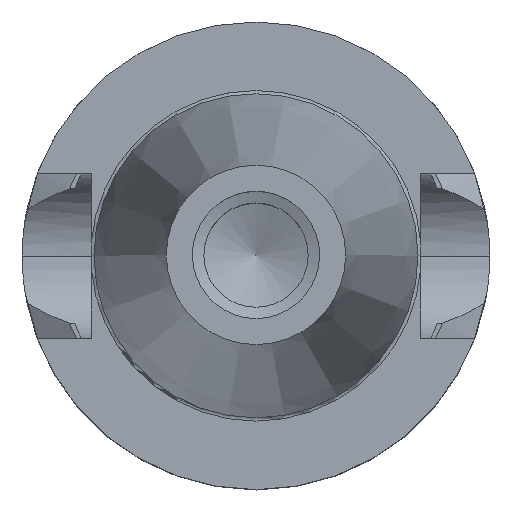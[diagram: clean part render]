
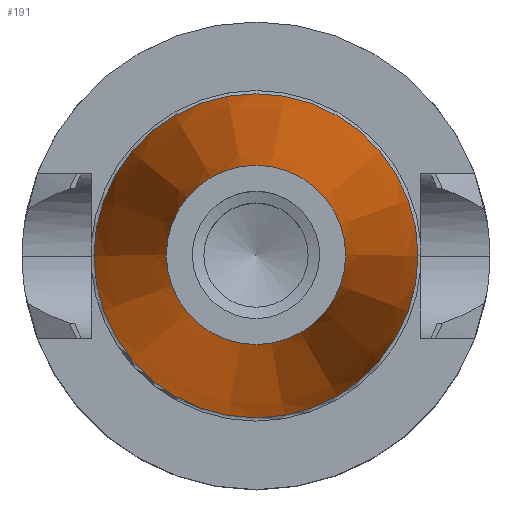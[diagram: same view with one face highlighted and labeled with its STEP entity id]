
A CAD part, top view. The second image highlights one B-rep face of the part: STEP entity #191.
In plain terms, the highlighted conical face has half-angle 8.298 degrees and reference radius 8.816 mm.
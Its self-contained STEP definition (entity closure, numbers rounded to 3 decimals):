
#170=CONICAL_SURFACE('',#777,8.816,8.298);
#191=ADVANCED_FACE('',(#258,#259),#170,.T.);
#258=FACE_BOUND('',#295,.T.);
#259=FACE_BOUND('',#296,.T.);
#295=EDGE_LOOP('',(#381));
#296=EDGE_LOOP('',(#382));
#381=ORIENTED_EDGE('',*,*,#627,.T.);
#382=ORIENTED_EDGE('',*,*,#626,.F.);
#554=VERTEX_POINT('',#1136);
#555=VERTEX_POINT('',#1140);
#626=EDGE_CURVE('',#554,#554,#702,.T.);
#627=EDGE_CURVE('',#555,#555,#703,.T.);
#702=CIRCLE('',#772,15.933);
#703=CIRCLE('',#775,8.816);
#772=AXIS2_PLACEMENT_3D('',#1135,#903,#904);
#775=AXIS2_PLACEMENT_3D('',#1139,#909,#910);
#777=AXIS2_PLACEMENT_3D('',#1142,#913,#914);
#903=DIRECTION('',(0.,0.,-1.));
#904=DIRECTION('',(-1.,0.,0.));
#909=DIRECTION('',(0.,0.,-1.));
#910=DIRECTION('',(-1.,0.,0.));
#913=DIRECTION('',(0.,0.,-1.));
#914=DIRECTION('',(-1.,0.,0.));
#1135=CARTESIAN_POINT('',(0.,0.,-0.4));
#1136=CARTESIAN_POINT('',(-15.933,0.,-0.4));
#1139=CARTESIAN_POINT('',(0.,0.,48.4));
#1140=CARTESIAN_POINT('',(-8.816,0.,48.4));
#1142=CARTESIAN_POINT('',(0.,0.,48.4));
